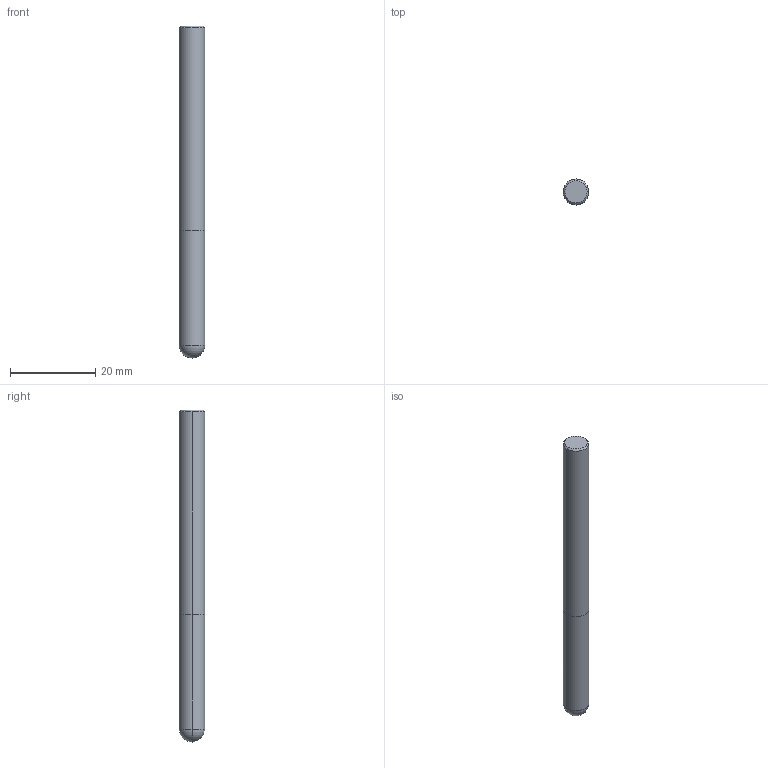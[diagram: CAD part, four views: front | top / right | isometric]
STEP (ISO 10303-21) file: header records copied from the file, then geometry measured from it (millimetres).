
FILE_DESCRIPTION(('STEP AP214'),'1');
FILE_NAME('RG0606C30_DC.stp','2024-06-17T23:43:28',(' '),(' '),'Spatial InterOp 3D',' ',' ');
FILE_SCHEMA(('AUTOMOTIVE_DESIGN { 1 0 10303 214 1 1 1 1 }'));
Length unit declared in the file: millimetre
Products named in the file (1): 1
Bounding box: 6 x 6 x 78 mm (x, y, z)
Volume: 2175.7 mm3; surface area: 1550.5 mm2
Topology: 2 solids, 2 shells, 11 faces, 20 edges, 11 vertices
Faces by surface type: cylinder 4, plane 3, cone 2, sphere 2
Entity records: 296 total; most frequent: DIRECTION 56, CARTESIAN_POINT 42, ORIENTED_EDGE 36, AXIS2_PLACEMENT_3D 25, EDGE_CURVE 18, CIRCLE 12, ADVANCED_FACE 11, FACE_OUTER_BOUND 11
